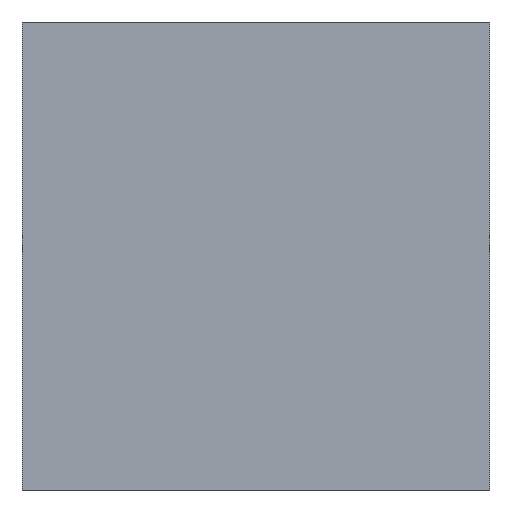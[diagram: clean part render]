
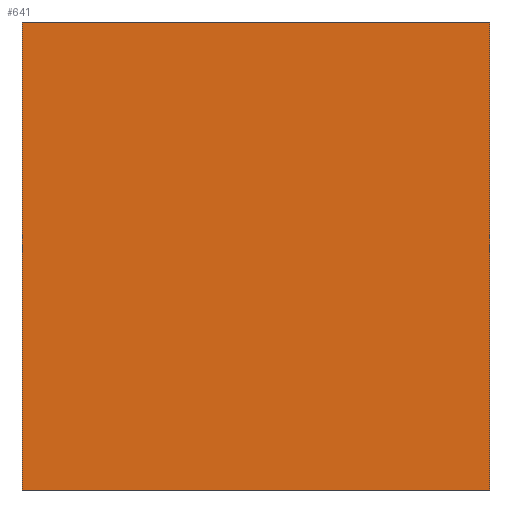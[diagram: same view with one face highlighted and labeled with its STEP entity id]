
A CAD part, front view. The second image highlights one B-rep face of the part: STEP entity #641.
In plain terms, the highlighted planar face has unit normal (0, -1, 0).
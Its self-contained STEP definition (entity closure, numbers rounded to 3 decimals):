
#154=ORIENTED_EDGE('',*,*,#242,.F.);
#155=ORIENTED_EDGE('',*,*,#252,.F.);
#156=ORIENTED_EDGE('',*,*,#249,.F.);
#157=ORIENTED_EDGE('',*,*,#246,.F.);
#242=EDGE_CURVE('',#306,#307,#350,.T.);
#246=EDGE_CURVE('',#307,#310,#354,.T.);
#249=EDGE_CURVE('',#310,#312,#357,.T.);
#252=EDGE_CURVE('',#312,#306,#360,.T.);
#306=VERTEX_POINT('',#1158);
#307=VERTEX_POINT('',#1159);
#310=VERTEX_POINT('',#1167);
#312=VERTEX_POINT('',#1173);
#350=LINE('',#1157,#386);
#354=LINE('',#1166,#390);
#357=LINE('',#1172,#393);
#360=LINE('',#1178,#396);
#386=VECTOR('',#952,1000.);
#390=VECTOR('',#958,1000.);
#393=VECTOR('',#963,1000.);
#396=VECTOR('',#968,1000.);
#453=EDGE_LOOP('',(#154,#155,#156,#157));
#535=FACE_BOUND('',#453,.T.);
#592=PLANE('',#813);
#641=ADVANCED_FACE('',(#535),#592,.F.);
#813=AXIS2_PLACEMENT_3D('',#1181,#972,#973);
#952=DIRECTION('',(1.,0.,0.));
#958=DIRECTION('',(0.,0.,-1.));
#963=DIRECTION('',(-1.,0.,0.));
#968=DIRECTION('',(0.,0.,1.));
#972=DIRECTION('',(0.,1.,0.));
#973=DIRECTION('',(0.,0.,1.));
#1157=CARTESIAN_POINT('',(-0.6,0.,0.6));
#1158=CARTESIAN_POINT('',(-0.6,0.,0.6));
#1159=CARTESIAN_POINT('',(0.6,0.,0.6));
#1166=CARTESIAN_POINT('',(0.6,0.,0.6));
#1167=CARTESIAN_POINT('',(0.6,0.,-0.6));
#1172=CARTESIAN_POINT('',(0.6,0.,-0.6));
#1173=CARTESIAN_POINT('',(-0.6,0.,-0.6));
#1178=CARTESIAN_POINT('',(-0.6,0.,-0.6));
#1181=CARTESIAN_POINT('',(0.,0.,0.));
